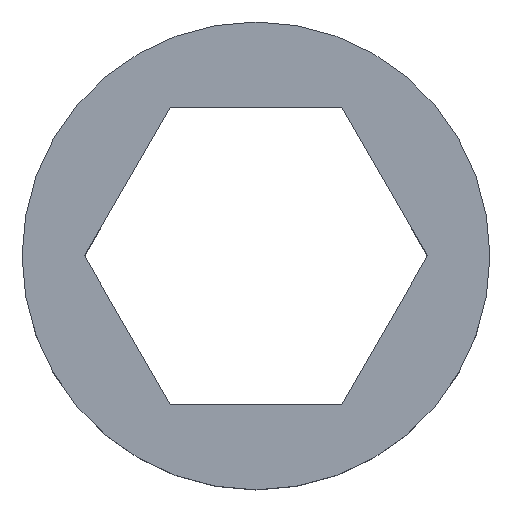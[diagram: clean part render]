
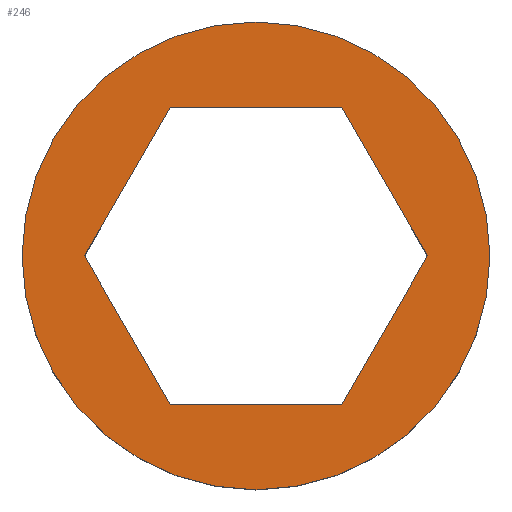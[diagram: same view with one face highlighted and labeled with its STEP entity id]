
A CAD part, top view. The second image highlights one B-rep face of the part: STEP entity #246.
In plain terms, the highlighted planar face has unit normal (0, 0, 1).
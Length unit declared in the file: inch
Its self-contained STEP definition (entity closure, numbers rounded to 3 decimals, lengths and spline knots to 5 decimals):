
#3 = ORIENTED_EDGE ( 'NONE', *, *, #53, .F. ) ;
#7 = CARTESIAN_POINT ( 'NONE',  ( 0.3937, 0., 0.188 ) ) ;
#14 = CARTESIAN_POINT ( 'NONE',  ( -0.14434, -0.25, 0.188 ) ) ;
#17 = CARTESIAN_POINT ( 'NONE',  ( 0.14434, -0.25, 0.188 ) ) ;
#32 = EDGE_CURVE ( 'NONE', #299, #245, #58, .T. ) ;
#34 = ORIENTED_EDGE ( 'NONE', *, *, #126, .F. ) ;
#35 = VERTEX_POINT ( 'NONE', #7 ) ;
#40 = DIRECTION ( 'NONE',  ( -0.5, 0.866, 0. ) ) ;
#45 = DIRECTION ( 'NONE',  ( 1., 0., 0. ) ) ;
#46 = CARTESIAN_POINT ( 'NONE',  ( -0.28868, 0., 0.188 ) ) ;
#49 = DIRECTION ( 'NONE',  ( -1., 0., 0. ) ) ;
#53 = EDGE_CURVE ( 'NONE', #75, #299, #248, .T. ) ;
#55 = CARTESIAN_POINT ( 'NONE',  ( -0.14434, 0.25, 0.188 ) ) ;
#57 = VECTOR ( 'NONE', #157, 39.37008 ) ;
#58 = LINE ( 'NONE', #202, #176 ) ;
#60 = AXIS2_PLACEMENT_3D ( 'NONE', #115, #311, #331 ) ;
#62 = EDGE_LOOP ( 'NONE', ( #3, #34, #78, #67, #330, #123 ) ) ;
#67 = ORIENTED_EDGE ( 'NONE', *, *, #146, .F. ) ;
#68 = VECTOR ( 'NONE', #266, 39.37008 ) ;
#70 = CIRCLE ( 'NONE', #267, 0.3937 ) ;
#71 = CARTESIAN_POINT ( 'NONE',  ( -0.14434, -0.25, 0.188 ) ) ;
#75 = VERTEX_POINT ( 'NONE', #238 ) ;
#76 = EDGE_CURVE ( 'NONE', #35, #194, #166, .T. ) ;
#78 = ORIENTED_EDGE ( 'NONE', *, *, #110, .F. ) ;
#79 = VERTEX_POINT ( 'NONE', #275 ) ;
#89 = CARTESIAN_POINT ( 'NONE',  ( -0.14434, 0.25, 0.188 ) ) ;
#91 = EDGE_CURVE ( 'NONE', #245, #175, #96, .T. ) ;
#96 = LINE ( 'NONE', #55, #118 ) ;
#110 = EDGE_CURVE ( 'NONE', #215, #79, #198, .T. ) ;
#115 = CARTESIAN_POINT ( 'NONE',  ( 0., 0., 0.188 ) ) ;
#116 = DIRECTION ( 'NONE',  ( 1., 0., 0. ) ) ;
#118 = VECTOR ( 'NONE', #280, 39.37008 ) ;
#123 = ORIENTED_EDGE ( 'NONE', *, *, #32, .F. ) ;
#126 = EDGE_CURVE ( 'NONE', #79, #75, #260, .T. ) ;
#144 = PLANE ( 'NONE',  #217 ) ;
#146 = EDGE_CURVE ( 'NONE', #175, #215, #300, .T. ) ;
#147 = CARTESIAN_POINT ( 'NONE',  ( -0.3937, 0., 0.188 ) ) ;
#154 = CARTESIAN_POINT ( 'NONE',  ( 0., 0., 0.188 ) ) ;
#157 = DIRECTION ( 'NONE',  ( 0.5, 0.866, 0. ) ) ;
#166 = CIRCLE ( 'NONE', #60, 0.3937 ) ;
#175 = VERTEX_POINT ( 'NONE', #212 ) ;
#176 = VECTOR ( 'NONE', #49, 39.37008 ) ;
#193 = EDGE_LOOP ( 'NONE', ( #263, #327 ) ) ;
#194 = VERTEX_POINT ( 'NONE', #147 ) ;
#198 = LINE ( 'NONE', #14, #338 ) ;
#202 = CARTESIAN_POINT ( 'NONE',  ( 0.14434, 0.25, 0.188 ) ) ;
#212 = CARTESIAN_POINT ( 'NONE',  ( -0.28868, 0., 0.188 ) ) ;
#215 = VERTEX_POINT ( 'NONE', #71 ) ;
#217 = AXIS2_PLACEMENT_3D ( 'NONE', #154, #332, #315 ) ;
#229 = CARTESIAN_POINT ( 'NONE',  ( 0.14434, 0.25, 0.188 ) ) ;
#238 = CARTESIAN_POINT ( 'NONE',  ( 0.28868, 0., 0.188 ) ) ;
#244 = EDGE_CURVE ( 'NONE', #194, #35, #70, .T. ) ;
#245 = VERTEX_POINT ( 'NONE', #89 ) ;
#246 = ADVANCED_FACE ( 'NONE', ( #251, #273 ), #144, .T. ) ;
#247 = CARTESIAN_POINT ( 'NONE',  ( 0.28868, 0., 0.188 ) ) ;
#248 = LINE ( 'NONE', #247, #324 ) ;
#251 = FACE_OUTER_BOUND ( 'NONE', #193, .T. ) ;
#260 = LINE ( 'NONE', #17, #57 ) ;
#263 = ORIENTED_EDGE ( 'NONE', *, *, #244, .T. ) ;
#266 = DIRECTION ( 'NONE',  ( 0.5, -0.866, 0. ) ) ;
#267 = AXIS2_PLACEMENT_3D ( 'NONE', #336, #301, #116 ) ;
#273 = FACE_BOUND ( 'NONE', #62, .T. ) ;
#275 = CARTESIAN_POINT ( 'NONE',  ( 0.14434, -0.25, 0.188 ) ) ;
#280 = DIRECTION ( 'NONE',  ( -0.5, -0.866, 0. ) ) ;
#299 = VERTEX_POINT ( 'NONE', #229 ) ;
#300 = LINE ( 'NONE', #46, #68 ) ;
#301 = DIRECTION ( 'NONE',  ( 0., 0., 1. ) ) ;
#311 = DIRECTION ( 'NONE',  ( 0., 0., 1. ) ) ;
#315 = DIRECTION ( 'NONE',  ( 1., 0., 0. ) ) ;
#324 = VECTOR ( 'NONE', #40, 39.37008 ) ;
#327 = ORIENTED_EDGE ( 'NONE', *, *, #76, .T. ) ;
#330 = ORIENTED_EDGE ( 'NONE', *, *, #91, .F. ) ;
#331 = DIRECTION ( 'NONE',  ( 1., 0., 0. ) ) ;
#332 = DIRECTION ( 'NONE',  ( 0., 0., 1. ) ) ;
#336 = CARTESIAN_POINT ( 'NONE',  ( 0., 0., 0.188 ) ) ;
#338 = VECTOR ( 'NONE', #45, 39.37008 ) ;
